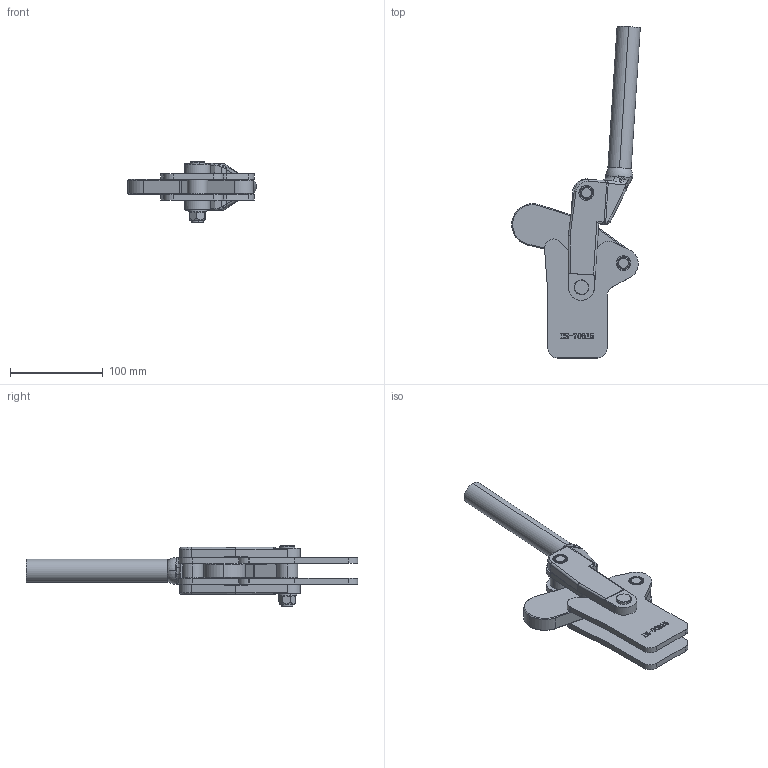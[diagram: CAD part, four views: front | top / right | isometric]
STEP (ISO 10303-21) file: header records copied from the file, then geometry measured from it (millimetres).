
FILE_DESCRIPTION (( 'STEP AP203' ), '1' );
FILE_NAME ('HS-70615 .STEP', '2019-08-26T00:39:39', ( '微软用户' ), ( '微软中国' ), 'SwSTEP 2.0', 'SolidWorks 2012', '' );
FILE_SCHEMA (( 'CONFIG_CONTROL_DESIGN' ));
Length unit declared in the file: millimetre
Products named in the file (13): HS-70615 ; prevailing torque all-metal 1 gb_GB_HEXAGON_LOCK_TYPE1 M10-N; curved single coil spring lock washers gb_GB_FASTENER_WASHER_CSLW 12; T倛种; 路杶; 騵艦杶; 忒參奪; 揤參; 种2; 种1; 忒梟; 蟀裝; 菁釱
Assembly tree (22 placements, depth 2):
  HS-70615 
    菁釱
    蟀裝  x2
    忒梟
    种1  x2
    种2
    揤參
    忒參奪
    騵艦杶  x8
    路杶  x2
    T倛种
    curved single coil spring lock washers gb_GB_FASTENER_WASHER_CSLW 12
    prevailing torque all-metal 1 gb_GB_HEXAGON_LOCK_TYPE1 M10-N
Bounding box: 138.31 x 357.1 x 65 mm (x, y, z)
Volume: 387643.8 mm3; surface area: 138202.2 mm2
Topology: 23 solids, 23 shells, 784 faces, 1965 edges, 1239 vertices
Faces by surface type: plane 331, bspline 174, cylinder 158, cone 115, torus 4, sphere 2
Entity records: 29017 total; most frequent: CARTESIAN_POINT 12528, ORIENTED_EDGE 3364, DIRECTION 2587, EDGE_CURVE 1682, VERTEX_POINT 1083, VECTOR 995, LINE 995, AXIS2_PLACEMENT_3D 796
